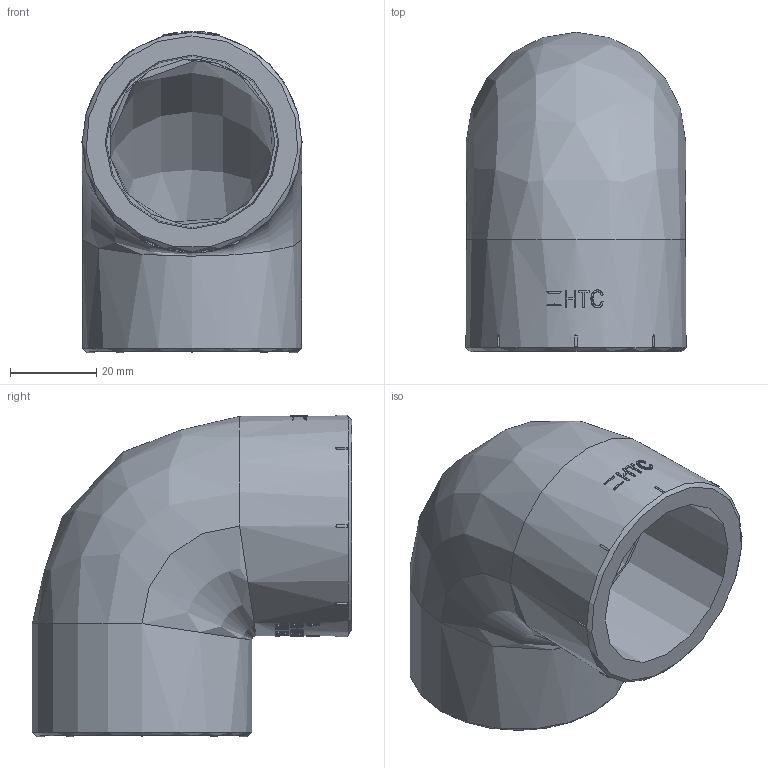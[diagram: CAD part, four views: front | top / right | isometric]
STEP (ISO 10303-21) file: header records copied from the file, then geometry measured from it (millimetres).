
FILE_DESCRIPTION(/* description */ (''),/* implementation_level */ '2;1');
FILE_NAME(/* name */ 'Z6C040040.stp',/* time_stamp */ '2025-02-10T09:23:29+08:00',/* author */ (''),/* organization */ (''),/* preprocessor_version */ 'ST-DEVELOPER v16',/* originating_system */ 'SIEMENS PLM Software NX 10.0',/* authorisation */ '');
FILE_SCHEMA (('AUTOMOTIVE_DESIGN { 1 0 10303 214 3 1 1 1 }'));
Products named in the file (1): gelv13106AE0fyek
Bounding box: 51.43 x 74.25 x 74.72 mm (x, y, z)
Surface area: 28642.3 mm2 (no closed solid volume)
Topology: 0 solids, 1 shells, 1664 faces, 4913 edges, 3250 vertices
Faces by surface type: bspline 1416, plane 129, cylinder 83, sphere 32, torus 3, cone 1
Full cylindrical faces by diameter (mm): 38.57 x1, 38.572 x1, 41.91 x9, 45 x1, 51 x2
Entity records: 93079 total; most frequent: CARTESIAN_POINT 52448, ORIENTED_EDGE 9518, DIRECTION 8152, EDGE_CURVE 4759, AXIS2_PLACEMENT_3D 3255, VERTEX_POINT 3170, ELLIPSE 2792, EDGE_LOOP 1721
